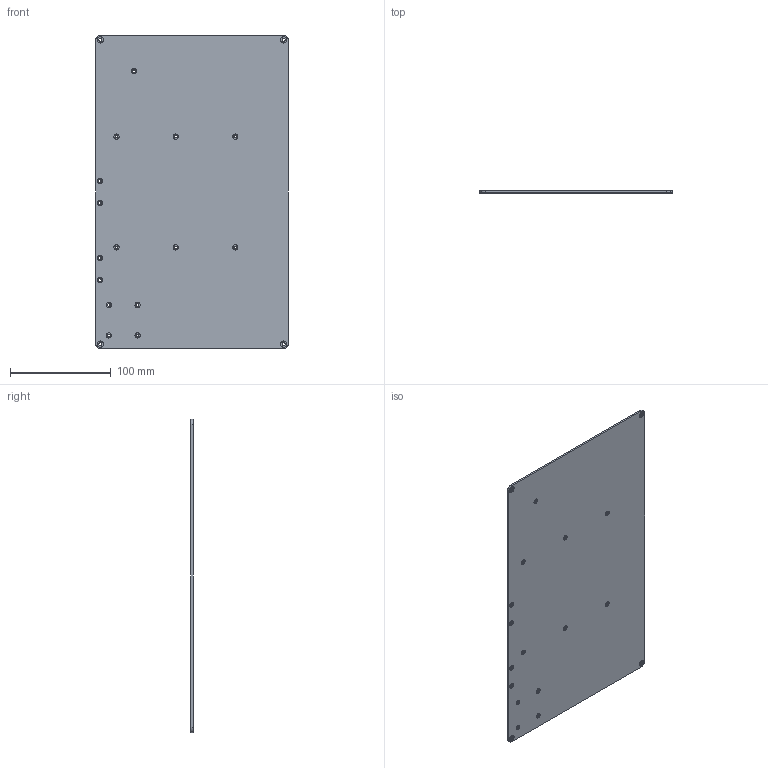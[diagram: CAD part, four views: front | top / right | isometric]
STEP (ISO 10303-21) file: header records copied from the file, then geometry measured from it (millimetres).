
FILE_DESCRIPTION(/* description */ (''),/* implementation_level */ '2;1');
FILE_NAME(/* name */ 'BottomPlate.stp',/* time_stamp */ '2023-11-08T01:37:28+08:00',/* author */ ('nicx5'),/* organization */ (''),/* preprocessor_version */ 'ST-DEVELOPER v19.2',/* originating_system */ 'Autodesk Inventor 2024',/* authorisation */ '');
FILE_SCHEMA (('AUTOMOTIVE_DESIGN { 1 0 10303 214 3 1 1 }'));
Length unit declared in the file: millimetre
Products named in the file (1): BottomPlate
Bounding box: 191.4 x 2 x 311.4 mm (x, y, z)
Volume: 118590.8 mm3; surface area: 121394.1 mm2
Topology: 1 solids, 1 shells, 67 faces, 138 edges, 92 vertices
Faces by surface type: cylinder 42, plane 25
Full cylindrical faces by diameter (mm): 2.7 x15, 3.2 x4, 5.2 x15, 6.2 x4
Entity records: 2011 total; most frequent: DIRECTION 358, CARTESIAN_POINT 298, ORIENTED_EDGE 276, AXIS2_PLACEMENT_3D 152, EDGE_CURVE 138, EDGE_LOOP 124, VERTEX_POINT 92, CIRCLE 84
